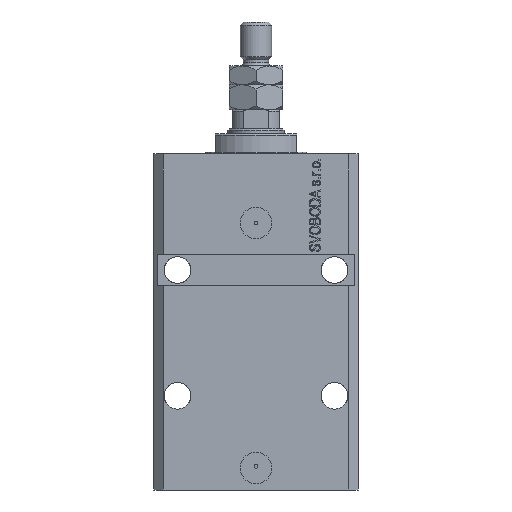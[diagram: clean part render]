
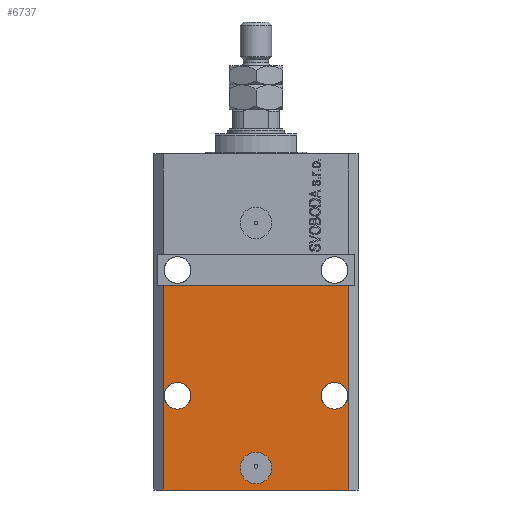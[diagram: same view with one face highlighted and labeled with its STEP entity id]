
A CAD part, front view. The second image highlights one B-rep face of the part: STEP entity #6737.
In plain terms, the highlighted planar face has unit normal (0, -1, 0).
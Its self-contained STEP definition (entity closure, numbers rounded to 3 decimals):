
#219 = AXIS2_PLACEMENT_3D ( 'NONE', #41032, #10572, #6792 ) ;
#346 = EDGE_CURVE ( 'NONE', #11408, #21162, #37018, .T. ) ;
#407 = CARTESIAN_POINT ( 'NONE',  ( 29.25, -22.5, -77. ) ) ;
#558 = EDGE_CURVE ( 'NONE', #31818, #31856, #13738, .T. ) ;
#817 = CARTESIAN_POINT ( 'NONE',  ( -25., -22.5, -77. ) ) ;
#1887 = LINE ( 'NONE', #2146, #49247 ) ;
#2146 = CARTESIAN_POINT ( 'NONE',  ( -29.5, -22.5, -107. ) ) ;
#2646 = FACE_OUTER_BOUND ( 'NONE', #36550, .T. ) ;
#4260 = EDGE_LOOP ( 'NONE', ( #26007, #12638 ) ) ;
#4616 = ORIENTED_EDGE ( 'NONE', *, *, #22657, .F. ) ;
#4682 = CARTESIAN_POINT ( 'NONE',  ( -29.5, -22.5, -42. ) ) ;
#4789 = EDGE_CURVE ( 'NONE', #21669, #21614, #1887, .T. ) ;
#5093 = CARTESIAN_POINT ( 'NONE',  ( -29.5, -22.5, -107. ) ) ;
#5176 = EDGE_CURVE ( 'NONE', #21162, #11408, #20296, .T. ) ;
#5548 = VERTEX_POINT ( 'NONE', #4682 ) ;
#5846 = DIRECTION ( 'NONE',  ( 1., 0., 0. ) ) ;
#6127 = CARTESIAN_POINT ( 'NONE',  ( 0., -22.5, -100. ) ) ;
#6737 = ADVANCED_FACE ( 'NONE', ( #18261, #30340, #22767, #2646 ), #22029, .T. ) ;
#6792 = DIRECTION ( 'NONE',  ( 1., 0., 0. ) ) ;
#7536 = EDGE_LOOP ( 'NONE', ( #29217, #9454 ) ) ;
#8515 = DIRECTION ( 'NONE',  ( 0., -1., 0. ) ) ;
#9020 = EDGE_CURVE ( 'NONE', #21614, #41372, #44253, .T. ) ;
#9454 = ORIENTED_EDGE ( 'NONE', *, *, #41359, .F. ) ;
#10138 = EDGE_LOOP ( 'NONE', ( #42348, #43637 ) ) ;
#10478 = DIRECTION ( 'NONE',  ( 0., -1., 0. ) ) ;
#10572 = DIRECTION ( 'NONE',  ( 0., -1., 0. ) ) ;
#10646 = DIRECTION ( 'NONE',  ( 1., 0., 0. ) ) ;
#11013 = AXIS2_PLACEMENT_3D ( 'NONE', #41437, #10478, #18525 ) ;
#11205 = DIRECTION ( 'NONE',  ( 1., 0., 0. ) ) ;
#11408 = VERTEX_POINT ( 'NONE', #45954 ) ;
#11614 = CIRCLE ( 'NONE', #44574, 4.25 ) ;
#12638 = ORIENTED_EDGE ( 'NONE', *, *, #346, .F. ) ;
#13738 = CIRCLE ( 'NONE', #18550, 4.25 ) ;
#14063 = VECTOR ( 'NONE', #5846, 1000. ) ;
#14204 = DIRECTION ( 'NONE',  ( 1., 0., 0. ) ) ;
#14424 = DIRECTION ( 'NONE',  ( 0., -1., 0. ) ) ;
#18168 = CARTESIAN_POINT ( 'NONE',  ( -29.5, -22.5, -107. ) ) ;
#18261 = FACE_BOUND ( 'NONE', #7536, .T. ) ;
#18525 = DIRECTION ( 'NONE',  ( 1., 0., 0. ) ) ;
#18550 = AXIS2_PLACEMENT_3D ( 'NONE', #817, #47394, #43118 ) ;
#20296 = CIRCLE ( 'NONE', #219, 4.25 ) ;
#21162 = VERTEX_POINT ( 'NONE', #407 ) ;
#21292 = CARTESIAN_POINT ( 'NONE',  ( 5., -22.5, -100. ) ) ;
#21503 = CARTESIAN_POINT ( 'NONE',  ( 25., -22.5, -77. ) ) ;
#21614 = VERTEX_POINT ( 'NONE', #35548 ) ;
#21669 = VERTEX_POINT ( 'NONE', #5093 ) ;
#22029 = PLANE ( 'NONE',  #47733 ) ;
#22657 = EDGE_CURVE ( 'NONE', #5548, #41372, #24979, .T. ) ;
#22767 = FACE_BOUND ( 'NONE', #10138, .T. ) ;
#23318 = ORIENTED_EDGE ( 'NONE', *, *, #9020, .T. ) ;
#24260 = AXIS2_PLACEMENT_3D ( 'NONE', #21503, #48453, #14204 ) ;
#24345 = CARTESIAN_POINT ( 'NONE',  ( -25., -22.5, -77. ) ) ;
#24979 = LINE ( 'NONE', #40338, #14063 ) ;
#25963 = LINE ( 'NONE', #18168, #28680 ) ;
#26007 = ORIENTED_EDGE ( 'NONE', *, *, #5176, .F. ) ;
#26418 = EDGE_CURVE ( 'NONE', #38043, #30729, #44800, .T. ) ;
#27750 = ORIENTED_EDGE ( 'NONE', *, *, #29900, .F. ) ;
#28680 = VECTOR ( 'NONE', #34266, 1000. ) ;
#29217 = ORIENTED_EDGE ( 'NONE', *, *, #26418, .F. ) ;
#29900 = EDGE_CURVE ( 'NONE', #21669, #5548, #25963, .T. ) ;
#30340 = FACE_BOUND ( 'NONE', #4260, .T. ) ;
#30729 = VERTEX_POINT ( 'NONE', #32119 ) ;
#31484 = AXIS2_PLACEMENT_3D ( 'NONE', #6127, #14424, #10646 ) ;
#31818 = VERTEX_POINT ( 'NONE', #35832 ) ;
#31823 = CARTESIAN_POINT ( 'NONE',  ( -20.75, -22.5, -77. ) ) ;
#31856 = VERTEX_POINT ( 'NONE', #31823 ) ;
#32119 = CARTESIAN_POINT ( 'NONE',  ( -5., -22.5, -100. ) ) ;
#32176 = CARTESIAN_POINT ( 'NONE',  ( 29.5, -22.5, -107. ) ) ;
#34266 = DIRECTION ( 'NONE',  ( 0., 0., 1. ) ) ;
#35548 = CARTESIAN_POINT ( 'NONE',  ( 29.5, -22.5, -107. ) ) ;
#35832 = CARTESIAN_POINT ( 'NONE',  ( -29.25, -22.5, -77. ) ) ;
#36550 = EDGE_LOOP ( 'NONE', ( #4616, #27750, #46779, #23318 ) ) ;
#36941 = DIRECTION ( 'NONE',  ( 0., 0., 1. ) ) ;
#37018 = CIRCLE ( 'NONE', #24260, 4.25 ) ;
#37135 = DIRECTION ( 'NONE',  ( 0., -1., 0. ) ) ;
#37330 = CARTESIAN_POINT ( 'NONE',  ( 29.5, -22.5, -42. ) ) ;
#38043 = VERTEX_POINT ( 'NONE', #21292 ) ;
#38952 = VECTOR ( 'NONE', #36941, 1000. ) ;
#39218 = DIRECTION ( 'NONE',  ( -1., 0., 0. ) ) ;
#39409 = DIRECTION ( 'NONE',  ( 1., 0., 0. ) ) ;
#40338 = CARTESIAN_POINT ( 'NONE',  ( -32.5, -22.5, -42. ) ) ;
#41032 = CARTESIAN_POINT ( 'NONE',  ( 25., -22.5, -77. ) ) ;
#41359 = EDGE_CURVE ( 'NONE', #30729, #38043, #49176, .T. ) ;
#41372 = VERTEX_POINT ( 'NONE', #37330 ) ;
#41437 = CARTESIAN_POINT ( 'NONE',  ( 0., -22.5, -100. ) ) ;
#42348 = ORIENTED_EDGE ( 'NONE', *, *, #46610, .F. ) ;
#43118 = DIRECTION ( 'NONE',  ( -1., 0., 0. ) ) ;
#43637 = ORIENTED_EDGE ( 'NONE', *, *, #558, .F. ) ;
#44253 = LINE ( 'NONE', #32176, #38952 ) ;
#44574 = AXIS2_PLACEMENT_3D ( 'NONE', #24345, #8515, #39218 ) ;
#44800 = CIRCLE ( 'NONE', #11013, 5. ) ;
#44951 = CARTESIAN_POINT ( 'NONE',  ( -29.5, -22.5, -107. ) ) ;
#45954 = CARTESIAN_POINT ( 'NONE',  ( 20.75, -22.5, -77. ) ) ;
#46610 = EDGE_CURVE ( 'NONE', #31856, #31818, #11614, .T. ) ;
#46779 = ORIENTED_EDGE ( 'NONE', *, *, #4789, .T. ) ;
#47394 = DIRECTION ( 'NONE',  ( 0., -1., 0. ) ) ;
#47733 = AXIS2_PLACEMENT_3D ( 'NONE', #44951, #37135, #11205 ) ;
#48453 = DIRECTION ( 'NONE',  ( 0., -1., 0. ) ) ;
#49176 = CIRCLE ( 'NONE', #31484, 5. ) ;
#49247 = VECTOR ( 'NONE', #39409, 1000. ) ;
